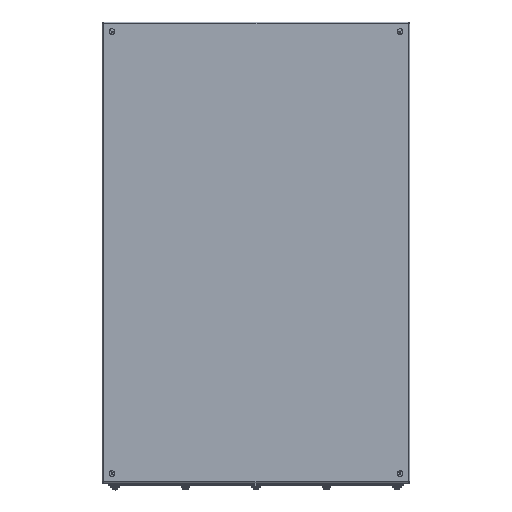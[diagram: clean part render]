
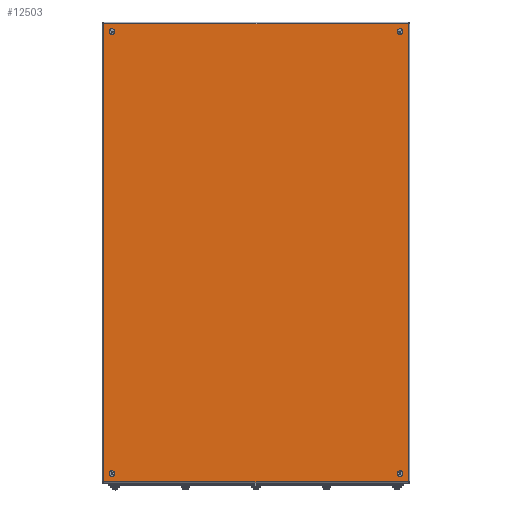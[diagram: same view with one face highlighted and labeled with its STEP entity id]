
A CAD part, top view. The second image highlights one B-rep face of the part: STEP entity #12503.
In plain terms, the highlighted planar face has unit normal (0, 0, 1).
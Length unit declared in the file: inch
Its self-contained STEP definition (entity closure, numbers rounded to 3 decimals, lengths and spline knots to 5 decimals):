
#197 = VERTEX_POINT ( 'NONE', #90893 ) ;
#621 = DIRECTION ( 'NONE',  ( 0., 0., -1. ) ) ;
#1605 = EDGE_CURVE ( 'NONE', #33787, #139033, #53613, .T. ) ;
#2512 = FACE_BOUND ( 'NONE', #104052, .T. ) ;
#5701 = CIRCLE ( 'NONE', #151076, 0.21875 ) ;
#7108 = ORIENTED_EDGE ( 'NONE', *, *, #51962, .F. ) ;
#9340 = DIRECTION ( 'NONE',  ( -1., 0., 0. ) ) ;
#9580 = VERTEX_POINT ( 'NONE', #146317 ) ;
#11505 = DIRECTION ( 'NONE',  ( 1., 0., 0. ) ) ;
#12503 = ADVANCED_FACE ( 'NONE', ( #145334, #2512, #49626, #110602, #39623 ), #96742, .F. ) ;
#13968 = CARTESIAN_POINT ( 'NONE',  ( 7.875, -0.00412, 6.9175 ) ) ;
#15519 = LINE ( 'NONE', #13968, #139076 ) ;
#16103 = CARTESIAN_POINT ( 'NONE',  ( 19.75413, 17.875, 6.9175 ) ) ;
#25587 = DIRECTION ( 'NONE',  ( -1., 0., 0. ) ) ;
#29491 = DIRECTION ( 'NONE',  ( -1., 0., 0. ) ) ;
#33787 = VERTEX_POINT ( 'NONE', #66102 ) ;
#36405 = ORIENTED_EDGE ( 'NONE', *, *, #97699, .T. ) ;
#36595 = CIRCLE ( 'NONE', #147551, 0.21875 ) ;
#39623 = FACE_OUTER_BOUND ( 'NONE', #146995, .T. ) ;
#42644 = EDGE_LOOP ( 'NONE', ( #92459 ) ) ;
#44795 = CIRCLE ( 'NONE', #84253, 0.21875 ) ;
#44906 = CARTESIAN_POINT ( 'NONE',  ( -3.375, 0.625, 6.9175 ) ) ;
#45242 = CARTESIAN_POINT ( 'NONE',  ( -3.375, 35.125, 6.9175 ) ) ;
#49123 = EDGE_CURVE ( 'NONE', #78209, #78209, #36595, .T. ) ;
#49626 = FACE_BOUND ( 'NONE', #100361, .T. ) ;
#50149 = LINE ( 'NONE', #16103, #74700 ) ;
#51962 = EDGE_CURVE ( 'NONE', #9580, #197, #50149, .T. ) ;
#53613 = LINE ( 'NONE', #65224, #80921 ) ;
#56055 = DIRECTION ( 'NONE',  ( -1., 0., 0. ) ) ;
#58431 = CARTESIAN_POINT ( 'NONE',  ( 18.90625, 35.125, 6.9175 ) ) ;
#59448 = CARTESIAN_POINT ( 'NONE',  ( 7.875, 35.75413, 6.9175 ) ) ;
#59459 = CIRCLE ( 'NONE', #135907, 0.21875 ) ;
#64752 = ORIENTED_EDGE ( 'NONE', *, *, #68583, .T. ) ;
#65224 = CARTESIAN_POINT ( 'NONE',  ( -4.00412, 17.875, 6.9175 ) ) ;
#66102 = CARTESIAN_POINT ( 'NONE',  ( -4.00412, -0.00413, 6.9175 ) ) ;
#67344 = DIRECTION ( 'NONE',  ( 0., 0., -1. ) ) ;
#68178 = CARTESIAN_POINT ( 'NONE',  ( -3.59375, 0.625, 6.9175 ) ) ;
#68583 = EDGE_CURVE ( 'NONE', #70101, #70101, #59459, .T. ) ;
#70101 = VERTEX_POINT ( 'NONE', #58431 ) ;
#71699 = CARTESIAN_POINT ( 'NONE',  ( 18.90625, 0.625, 6.9175 ) ) ;
#72095 = CARTESIAN_POINT ( 'NONE',  ( -4.00413, 35.75412, 6.9175 ) ) ;
#74143 = VECTOR ( 'NONE', #11505, 39.37008 ) ;
#74700 = VECTOR ( 'NONE', #145101, 39.37008 ) ;
#78209 = VERTEX_POINT ( 'NONE', #68178 ) ;
#80921 = VECTOR ( 'NONE', #137019, 39.37008 ) ;
#84253 = AXIS2_PLACEMENT_3D ( 'NONE', #121439, #87449, #29491 ) ;
#87449 = DIRECTION ( 'NONE',  ( 0., 0., -1. ) ) ;
#90893 = CARTESIAN_POINT ( 'NONE',  ( 19.75413, -0.00412, 6.9175 ) ) ;
#92459 = ORIENTED_EDGE ( 'NONE', *, *, #149072, .T. ) ;
#95767 = LINE ( 'NONE', #59448, #74143 ) ;
#96102 = ORIENTED_EDGE ( 'NONE', *, *, #1605, .F. ) ;
#96742 = PLANE ( 'NONE',  #112925 ) ;
#97699 = EDGE_CURVE ( 'NONE', #112748, #112748, #5701, .T. ) ;
#100361 = EDGE_LOOP ( 'NONE', ( #125503 ) ) ;
#104052 = EDGE_LOOP ( 'NONE', ( #64752 ) ) ;
#105960 = EDGE_CURVE ( 'NONE', #197, #33787, #15519, .T. ) ;
#108705 = DIRECTION ( 'NONE',  ( -1., 0., 0. ) ) ;
#110602 = FACE_BOUND ( 'NONE', #42644, .T. ) ;
#112032 = ORIENTED_EDGE ( 'NONE', *, *, #117355, .F. ) ;
#112126 = DIRECTION ( 'NONE',  ( 0., 0., -1. ) ) ;
#112748 = VERTEX_POINT ( 'NONE', #115791 ) ;
#112925 = AXIS2_PLACEMENT_3D ( 'NONE', #139118, #112126, #137597 ) ;
#115791 = CARTESIAN_POINT ( 'NONE',  ( -3.59375, 35.125, 6.9175 ) ) ;
#116295 = DIRECTION ( 'NONE',  ( 0., 0., -1. ) ) ;
#116540 = EDGE_LOOP ( 'NONE', ( #36405 ) ) ;
#117355 = EDGE_CURVE ( 'NONE', #139033, #9580, #95767, .T. ) ;
#120292 = VERTEX_POINT ( 'NONE', #71699 ) ;
#121439 = CARTESIAN_POINT ( 'NONE',  ( 19.125, 0.625, 6.9175 ) ) ;
#125503 = ORIENTED_EDGE ( 'NONE', *, *, #49123, .T. ) ;
#132682 = CARTESIAN_POINT ( 'NONE',  ( 19.125, 35.125, 6.9175 ) ) ;
#135907 = AXIS2_PLACEMENT_3D ( 'NONE', #132682, #621, #108705 ) ;
#137019 = DIRECTION ( 'NONE',  ( 0., 1., 0. ) ) ;
#137597 = DIRECTION ( 'NONE',  ( -1., 0., 0. ) ) ;
#139033 = VERTEX_POINT ( 'NONE', #72095 ) ;
#139076 = VECTOR ( 'NONE', #25587, 39.37008 ) ;
#139118 = CARTESIAN_POINT ( 'NONE',  ( 7.875, 17.875, 6.9175 ) ) ;
#139249 = ORIENTED_EDGE ( 'NONE', *, *, #105960, .F. ) ;
#145101 = DIRECTION ( 'NONE',  ( 0., -1., 0. ) ) ;
#145334 = FACE_BOUND ( 'NONE', #116540, .T. ) ;
#146317 = CARTESIAN_POINT ( 'NONE',  ( 19.75412, 35.75413, 6.9175 ) ) ;
#146995 = EDGE_LOOP ( 'NONE', ( #7108, #112032, #96102, #139249 ) ) ;
#147551 = AXIS2_PLACEMENT_3D ( 'NONE', #44906, #67344, #9340 ) ;
#149072 = EDGE_CURVE ( 'NONE', #120292, #120292, #44795, .T. ) ;
#151076 = AXIS2_PLACEMENT_3D ( 'NONE', #45242, #116295, #56055 ) ;
